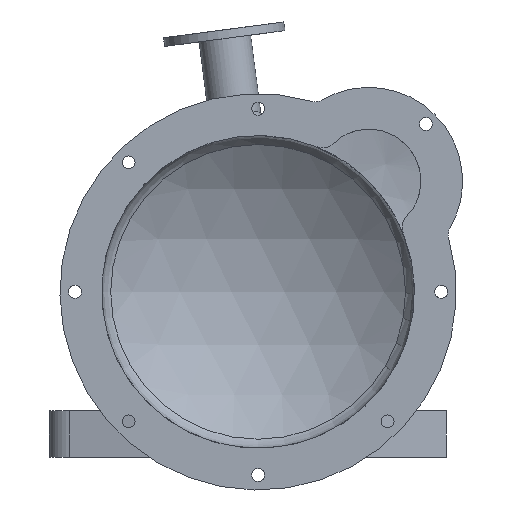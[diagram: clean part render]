
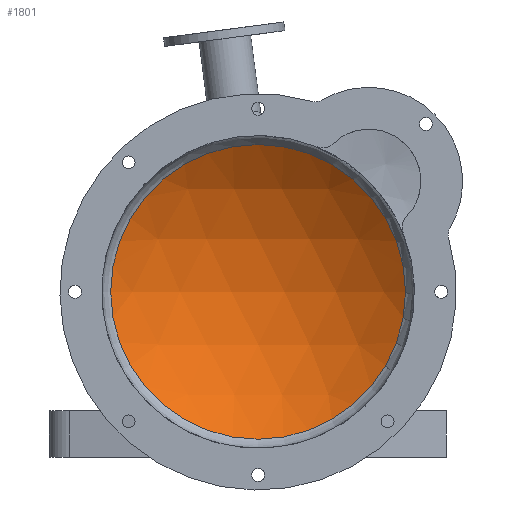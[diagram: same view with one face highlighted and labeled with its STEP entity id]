
A CAD part, left-side view. The second image highlights one B-rep face of the part: STEP entity #1801.
In plain terms, the highlighted spherical face has radius 67.573 mm.
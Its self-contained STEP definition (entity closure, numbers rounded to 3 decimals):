
#316=TOROIDAL_SURFACE('',#319,38.,7.);
#317=CARTESIAN_POINT('',(129.987,-46.118,50.));
#318=DIRECTION('',(-1.,0.,0.));
#319=AXIS2_PLACEMENT_3D('',#317,#318,$);
#1076=SPHERICAL_SURFACE('',#1078,67.573);
#1077=CARTESIAN_POINT('',(82.817,-46.118,50.));
#1078=AXIS2_PLACEMENT_3D('',#1077,$,$);
#1079=CIRCLE('',#1080,42.391);
#1080=AXIS2_PLACEMENT_3D('',#1081,#1082,#1083);
#1081=CARTESIAN_POINT('',(135.439,-46.118,50.));
#1082=DIRECTION('',(1.,0.,0.));
#1083=DIRECTION('',(0.,0.,42.391));
#1797=EDGE_CURVE('',#1799,#1799,#1798,.T.);
#1798=INTERSECTION_CURVE('',#1079,(#316,#1076),.CURVE_3D.);
#1799=VERTEX_POINT('',#1800);
#1800=CARTESIAN_POINT('',(135.439,-46.118,7.609));
#1801=ADVANCED_FACE('',(#1802),#1076,.F.);
#1802=FACE_BOUND('',#1803,.T.);
#1803=EDGE_LOOP('',(#1804));
#1804=ORIENTED_EDGE('',*,*,#1797,.F.);
